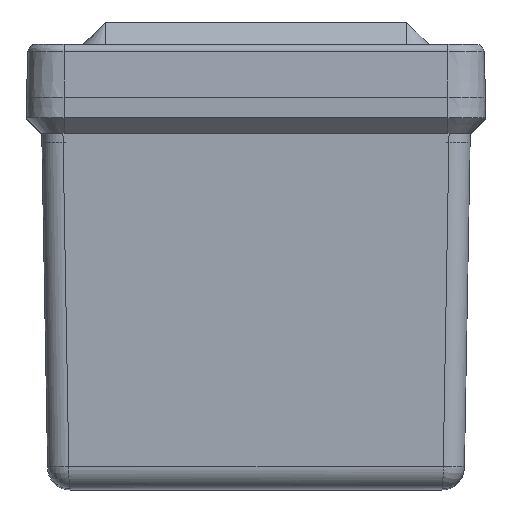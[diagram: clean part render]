
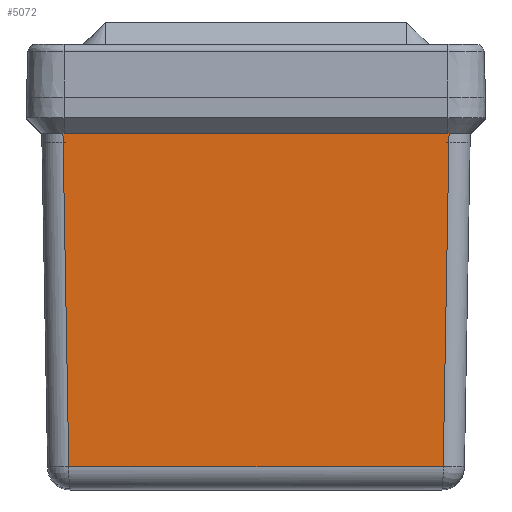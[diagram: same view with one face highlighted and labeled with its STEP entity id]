
A CAD part, top view. The second image highlights one B-rep face of the part: STEP entity #5072.
In plain terms, the highlighted planar face has unit normal (0, -0.018, 1).
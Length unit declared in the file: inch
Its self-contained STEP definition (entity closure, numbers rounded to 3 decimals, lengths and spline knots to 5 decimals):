
#759 = DIRECTION ( 'NONE',  ( 1., 0., 0. ) ) ;
#994 = LINE ( 'NONE', #12741, #14138 ) ;
#1177 = CARTESIAN_POINT ( 'NONE',  ( 1.60237, 2.9525, 3.18449 ) ) ;
#1253 = CARTESIAN_POINT ( 'NONE',  ( -1.60237, 2.9525, 3.18449 ) ) ;
#1338 = VERTEX_POINT ( 'NONE', #9151 ) ;
#1412 = EDGE_CURVE ( 'NONE', #15414, #7759, #16430, .T. ) ;
#1660 = VECTOR ( 'NONE', #759, 39.37008 ) ;
#2186 = LINE ( 'NONE', #13038, #19304 ) ;
#2289 = DIRECTION ( 'NONE',  ( 0., -0.017, 1. ) ) ;
#2351 = EDGE_CURVE ( 'NONE', #11694, #1338, #15755, .T. ) ;
#3256 = EDGE_CURVE ( 'NONE', #15414, #6544, #13706, .T. ) ;
#3349 = LINE ( 'NONE', #16558, #1660 ) ;
#3629 = ORIENTED_EDGE ( 'NONE', *, *, #1412, .T. ) ;
#4848 = ORIENTED_EDGE ( 'NONE', *, *, #12510, .F. ) ;
#5072 = ADVANCED_FACE ( 'NONE', ( #11364 ), #15049, .T. ) ;
#5289 = DIRECTION ( 'NONE',  ( 0., -1., -0.017 ) ) ;
#6074 = CARTESIAN_POINT ( 'NONE',  ( 1.59375, 2.9525, 3.18449 ) ) ;
#6424 = CARTESIAN_POINT ( 'NONE',  ( 1.55405, 0.18423, 3.13617 ) ) ;
#6544 = VERTEX_POINT ( 'NONE', #11477 ) ;
#6652 = ORIENTED_EDGE ( 'NONE', *, *, #2351, .F. ) ;
#6722 = VECTOR ( 'NONE', #11726, 39.37008 ) ;
#7075 = CARTESIAN_POINT ( 'NONE',  ( 0.79688, 0.18423, 3.13617 ) ) ;
#7662 = ORIENTED_EDGE ( 'NONE', *, *, #11784, .T. ) ;
#7759 = VERTEX_POINT ( 'NONE', #1177 ) ;
#8005 = DIRECTION ( 'NONE',  ( -1., 0., 0. ) ) ;
#8494 = CARTESIAN_POINT ( 'NONE',  ( 1.59375, 2.9525, 3.18449 ) ) ;
#9151 = CARTESIAN_POINT ( 'NONE',  ( -1.59375, 2.9525, 3.18449 ) ) ;
#9491 = CARTESIAN_POINT ( 'NONE',  ( 0., 2.9525, 3.18449 ) ) ;
#9545 = ORIENTED_EDGE ( 'NONE', *, *, #3256, .F. ) ;
#9684 = AXIS2_PLACEMENT_3D ( 'NONE', #8494, #2289, #5289 ) ;
#9933 = DIRECTION ( 'NONE',  ( 0.017, -1., -0.017 ) ) ;
#11364 = FACE_OUTER_BOUND ( 'NONE', #15981, .T. ) ;
#11477 = CARTESIAN_POINT ( 'NONE',  ( -1.55405, 0.18423, 3.13617 ) ) ;
#11694 = VERTEX_POINT ( 'NONE', #1253 ) ;
#11726 = DIRECTION ( 'NONE',  ( -1., 0., 0. ) ) ;
#11784 = EDGE_CURVE ( 'NONE', #18818, #1338, #994, .T. ) ;
#12222 = VECTOR ( 'NONE', #15765, 39.37008 ) ;
#12304 = EDGE_CURVE ( 'NONE', #11694, #6544, #2186, .T. ) ;
#12510 = EDGE_CURVE ( 'NONE', #18818, #7759, #3349, .T. ) ;
#12741 = CARTESIAN_POINT ( 'NONE',  ( 1.59375, 2.9525, 3.18449 ) ) ;
#13038 = CARTESIAN_POINT ( 'NONE',  ( -1.60237, 2.9525, 3.18449 ) ) ;
#13706 = LINE ( 'NONE', #7075, #6722 ) ;
#14138 = VECTOR ( 'NONE', #8005, 39.37008 ) ;
#15049 = PLANE ( 'NONE',  #9684 ) ;
#15394 = ORIENTED_EDGE ( 'NONE', *, *, #12304, .T. ) ;
#15414 = VERTEX_POINT ( 'NONE', #6424 ) ;
#15755 = LINE ( 'NONE', #9491, #19225 ) ;
#15765 = DIRECTION ( 'NONE',  ( 0.017, 1., 0.017 ) ) ;
#15981 = EDGE_LOOP ( 'NONE', ( #6652, #15394, #9545, #3629, #4848, #7662 ) ) ;
#16028 = CARTESIAN_POINT ( 'NONE',  ( 1.55405, 0.18423, 3.13617 ) ) ;
#16430 = LINE ( 'NONE', #16028, #12222 ) ;
#16558 = CARTESIAN_POINT ( 'NONE',  ( 0., 2.9525, 3.18449 ) ) ;
#17431 = DIRECTION ( 'NONE',  ( 1., 0., 0. ) ) ;
#18818 = VERTEX_POINT ( 'NONE', #6074 ) ;
#19225 = VECTOR ( 'NONE', #17431, 39.37008 ) ;
#19304 = VECTOR ( 'NONE', #9933, 39.37008 ) ;
